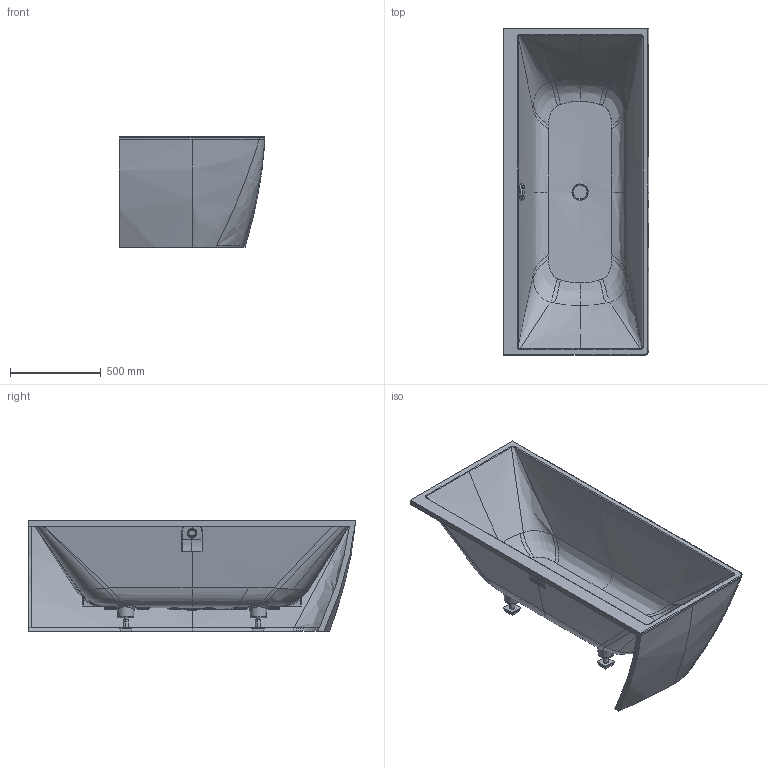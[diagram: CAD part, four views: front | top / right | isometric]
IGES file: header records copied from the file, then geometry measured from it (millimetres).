
Global section: file name: No Iges File Name specified; native system: Autodesk Inventor 2011; preprocessor: AutoDesk Inventor Iges Exporter R2011; author: Administrator; date: 20170626.160033; units: millimetre
Bounding box: 799.87 x 1799.72 x 610.05 mm (x, y, z)
Volume: 73451863 mm3; surface area: 8813348.6 mm2
Topology: 16 solids, 16 shells, 974 faces, 4297 edges, 3403 vertices
Faces by surface type: bspline 585, plane 167, revolution 107, cylinder 85, cone 26, torus 4
